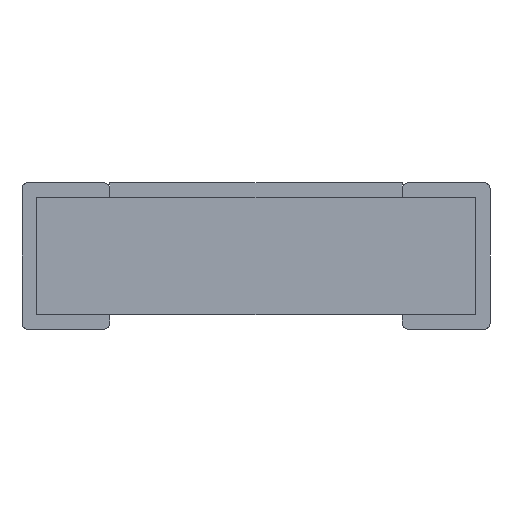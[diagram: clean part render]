
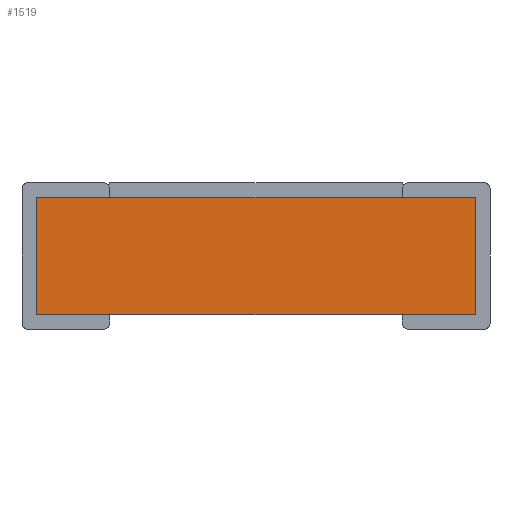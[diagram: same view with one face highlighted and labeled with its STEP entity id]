
A CAD part, front view. The second image highlights one B-rep face of the part: STEP entity #1519.
In plain terms, the highlighted planar face has unit normal (0, -1, 0).
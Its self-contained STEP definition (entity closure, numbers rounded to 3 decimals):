
#12=DIRECTION('',(0.,0.,1.));
#27=VECTOR('',#12,1.);
#34=DIRECTION('',(0.,1.,0.));
#46=DIRECTION('',(1.,0.,0.));
#188=VECTOR('',#46,1.);
#385=CARTESIAN_POINT('',(0.75,-3.2,0.05));
#528=CARTESIAN_POINT('',(-0.75,-3.2,0.05));
#690=VERTEX_POINT('',#528);
#692=EDGE_CURVE('',#690,#693,#694,.T.);
#693=VERTEX_POINT('',#385);
#694=LINE('',#528,#188);
#732=VERTEX_POINT('',#733);
#733=CARTESIAN_POINT('',(-0.75,-3.2,0.45));
#736=EDGE_CURVE('',#690,#732,#737,.T.);
#737=LINE('',#528,#27);
#745=ORIENTED_EDGE('',*,*,#746,.T.);
#746=EDGE_CURVE('',#732,#747,#749,.T.);
#747=VERTEX_POINT('',#748);
#748=CARTESIAN_POINT('',(-0.5,-3.2,0.45));
#749=LINE('',#733,#188);
#1125=CARTESIAN_POINT('',(0.75,-3.2,0.45));
#1449=VERTEX_POINT('',#1125);
#1450=ORIENTED_EDGE('',*,*,#1451,.F.);
#1451=EDGE_CURVE('',#693,#1449,#1452,.T.);
#1452=LINE('',#385,#27);
#1519=ADVANCED_FACE('',(#1520),#1531,.F.);
#1520=FACE_BOUND('',#1521,.F.);
#1521=EDGE_LOOP('',(#1522,#1523,#745,#1524,#1529,#1450));
#1522=ORIENTED_EDGE('',*,*,#692,.F.);
#1523=ORIENTED_EDGE('',*,*,#736,.T.);
#1524=ORIENTED_EDGE('',*,*,#1525,.T.);
#1525=EDGE_CURVE('',#747,#1526,#1528,.T.);
#1526=VERTEX_POINT('',#1527);
#1527=CARTESIAN_POINT('',(0.5,-3.2,0.45));
#1528=LINE('',#748,#188);
#1529=ORIENTED_EDGE('',*,*,#1530,.T.);
#1530=EDGE_CURVE('',#1526,#1449,#749,.T.);
#1531=PLANE('',#1532);
#1532=AXIS2_PLACEMENT_3D('',#528,#34,#12);
